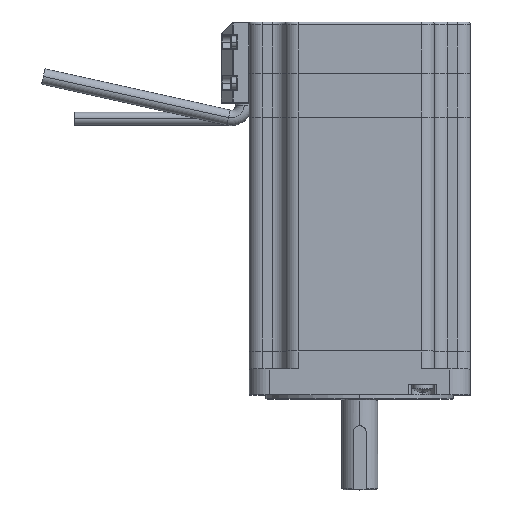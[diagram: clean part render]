
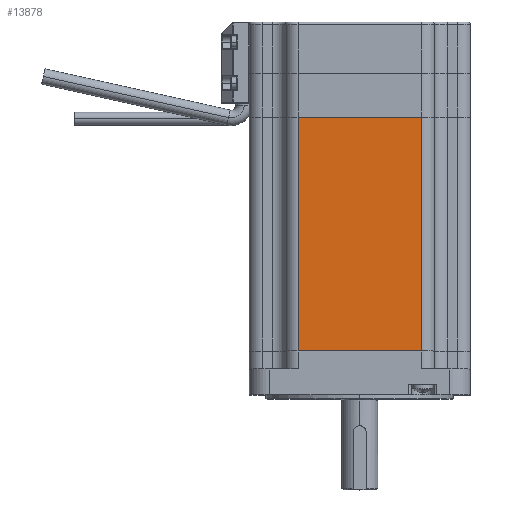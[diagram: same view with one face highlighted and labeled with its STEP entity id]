
A CAD part, top view. The second image highlights one B-rep face of the part: STEP entity #13878.
In plain terms, the highlighted planar face has unit normal (0, 0, 1).
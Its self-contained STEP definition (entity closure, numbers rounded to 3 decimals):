
#294 = EDGE_CURVE ( 'NONE', #13033, #2830, #15436, .T. ) ;
#1102 = CARTESIAN_POINT ( 'NONE',  ( 24., 91., 43. ) ) ;
#1433 = DIRECTION ( 'NONE',  ( 1., 0., 0. ) ) ;
#1613 = VECTOR ( 'NONE', #7520, 1000. ) ;
#2830 = VERTEX_POINT ( 'NONE', #4428 ) ;
#4043 = CARTESIAN_POINT ( 'NONE',  ( 24., 42., 43. ) ) ;
#4428 = CARTESIAN_POINT ( 'NONE',  ( -24., 0., 43. ) ) ;
#5057 = FACE_OUTER_BOUND ( 'NONE', #12111, .T. ) ;
#5450 = VERTEX_POINT ( 'NONE', #1102 ) ;
#5778 = VECTOR ( 'NONE', #15983, 1000. ) ;
#6231 = AXIS2_PLACEMENT_3D ( 'NONE', #20605, #7660, #10439 ) ;
#7520 = DIRECTION ( 'NONE',  ( -1., 0., 0. ) ) ;
#7660 = DIRECTION ( 'NONE',  ( 0., 0., -1. ) ) ;
#8191 = ORIENTED_EDGE ( 'NONE', *, *, #294, .F. ) ;
#10170 = EDGE_CURVE ( 'NONE', #2830, #14157, #12883, .T. ) ;
#10438 = VECTOR ( 'NONE', #13736, 1000. ) ;
#10439 = DIRECTION ( 'NONE',  ( -1., 0., 0. ) ) ;
#10730 = CARTESIAN_POINT ( 'NONE',  ( 43., 0., 43. ) ) ;
#11624 = PLANE ( 'NONE',  #6231 ) ;
#12111 = EDGE_LOOP ( 'NONE', ( #18463, #21052, #8191, #19258 ) ) ;
#12883 = LINE ( 'NONE', #20801, #5778 ) ;
#13033 = VERTEX_POINT ( 'NONE', #18210 ) ;
#13526 = CARTESIAN_POINT ( 'NONE',  ( -24., 91., 43. ) ) ;
#13736 = DIRECTION ( 'NONE',  ( 0., -1., 0. ) ) ;
#13878 = ADVANCED_FACE ( 'NONE', ( #5057 ), #11624, .F. ) ;
#13952 = LINE ( 'NONE', #4043, #10438 ) ;
#14157 = VERTEX_POINT ( 'NONE', #13526 ) ;
#15436 = LINE ( 'NONE', #10730, #1613 ) ;
#15777 = EDGE_CURVE ( 'NONE', #5450, #13033, #13952, .T. ) ;
#15983 = DIRECTION ( 'NONE',  ( 0., 1., 0. ) ) ;
#16962 = EDGE_CURVE ( 'NONE', #14157, #5450, #19324, .T. ) ;
#17613 = CARTESIAN_POINT ( 'NONE',  ( 43., 91., 43. ) ) ;
#18210 = CARTESIAN_POINT ( 'NONE',  ( 24., 0., 43. ) ) ;
#18463 = ORIENTED_EDGE ( 'NONE', *, *, #16962, .F. ) ;
#19258 = ORIENTED_EDGE ( 'NONE', *, *, #15777, .F. ) ;
#19324 = LINE ( 'NONE', #17613, #19336 ) ;
#19336 = VECTOR ( 'NONE', #1433, 1000. ) ;
#20605 = CARTESIAN_POINT ( 'NONE',  ( 43., 42., 43. ) ) ;
#20801 = CARTESIAN_POINT ( 'NONE',  ( -24., 42., 43. ) ) ;
#21052 = ORIENTED_EDGE ( 'NONE', *, *, #10170, .F. ) ;
